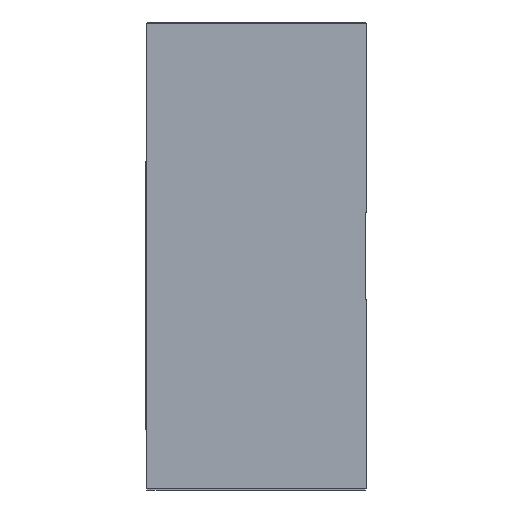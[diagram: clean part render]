
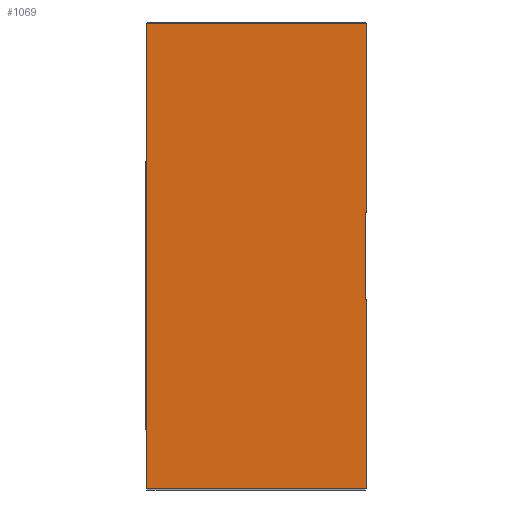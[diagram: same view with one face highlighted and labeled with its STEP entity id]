
A CAD part, left-side view. The second image highlights one B-rep face of the part: STEP entity #1069.
In plain terms, the highlighted planar face has unit normal (-1, 0, 0).
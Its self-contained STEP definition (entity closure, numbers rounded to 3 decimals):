
#83 = CARTESIAN_POINT ( 'NONE',  ( -5.01, -1.51, 0.3 ) ) ;
#227 = DIRECTION ( 'NONE',  ( 0., 0., 1. ) ) ;
#462 = VERTEX_POINT ( 'NONE', #3485 ) ;
#534 = DIRECTION ( 'NONE',  ( 0., 0., 1. ) ) ;
#661 = VERTEX_POINT ( 'NONE', #3086 ) ;
#690 = VECTOR ( 'NONE', #6347, 1000. ) ;
#698 = DIRECTION ( 'NONE',  ( 0., 0., 1. ) ) ;
#709 = VERTEX_POINT ( 'NONE', #4434 ) ;
#1069 = ADVANCED_FACE ( 'NONE', ( #5087 ), #3370, .T. ) ;
#1211 = EDGE_CURVE ( 'NONE', #661, #3041, #5995, .T. ) ;
#1419 = VECTOR ( 'NONE', #5236, 1000. ) ;
#1423 = VECTOR ( 'NONE', #227, 1000. ) ;
#1500 = LINE ( 'NONE', #5044, #4804 ) ;
#1518 = VERTEX_POINT ( 'NONE', #3388 ) ;
#1562 = ORIENTED_EDGE ( 'NONE', *, *, #5770, .T. ) ;
#1661 = LINE ( 'NONE', #4061, #1423 ) ;
#1852 = ORIENTED_EDGE ( 'NONE', *, *, #3996, .T. ) ;
#2136 = DIRECTION ( 'NONE',  ( 0., 0., 1. ) ) ;
#2145 = ORIENTED_EDGE ( 'NONE', *, *, #6525, .T. ) ;
#2188 = VECTOR ( 'NONE', #4296, 1000. ) ;
#2365 = LINE ( 'NONE', #2673, #5139 ) ;
#2378 = LINE ( 'NONE', #3776, #2188 ) ;
#2444 = LINE ( 'NONE', #3920, #3732 ) ;
#2471 = EDGE_LOOP ( 'NONE', ( #1852, #1562, #2668, #2965, #2834, #2145, #4607, #6526 ) ) ;
#2478 = VERTEX_POINT ( 'NONE', #83 ) ;
#2668 = ORIENTED_EDGE ( 'NONE', *, *, #4205, .T. ) ;
#2673 = CARTESIAN_POINT ( 'NONE',  ( -5.01, -1.51, -1.6 ) ) ;
#2769 = CARTESIAN_POINT ( 'NONE',  ( -5.01, -1.51, 1.6 ) ) ;
#2834 = ORIENTED_EDGE ( 'NONE', *, *, #3226, .T. ) ;
#2965 = ORIENTED_EDGE ( 'NONE', *, *, #1211, .T. ) ;
#3009 = CARTESIAN_POINT ( 'NONE',  ( -5.01, 0., 1.6 ) ) ;
#3041 = VERTEX_POINT ( 'NONE', #4160 ) ;
#3083 = AXIS2_PLACEMENT_3D ( 'NONE', #6595, #3957, #698 ) ;
#3086 = CARTESIAN_POINT ( 'NONE',  ( -5.01, -1.51, -0.3 ) ) ;
#3226 = EDGE_CURVE ( 'NONE', #3041, #1518, #1661, .T. ) ;
#3370 = PLANE ( 'NONE',  #3083 ) ;
#3371 = DIRECTION ( 'NONE',  ( 0., 1., 0. ) ) ;
#3380 = DIRECTION ( 'NONE',  ( 0., -1., 0. ) ) ;
#3388 = CARTESIAN_POINT ( 'NONE',  ( -5.01, -1.5, 0.3 ) ) ;
#3485 = CARTESIAN_POINT ( 'NONE',  ( -5.01, -1.51, -1.6 ) ) ;
#3553 = VERTEX_POINT ( 'NONE', #2769 ) ;
#3732 = VECTOR ( 'NONE', #3380, 1000. ) ;
#3771 = EDGE_CURVE ( 'NONE', #3553, #709, #1500, .T. ) ;
#3776 = CARTESIAN_POINT ( 'NONE',  ( -5.01, 0., -1.6 ) ) ;
#3871 = CARTESIAN_POINT ( 'NONE',  ( -5.01, -1.51, 0.3 ) ) ;
#3920 = CARTESIAN_POINT ( 'NONE',  ( -5.01, -1.5, 0.3 ) ) ;
#3957 = DIRECTION ( 'NONE',  ( -1., 0., 0. ) ) ;
#3989 = LINE ( 'NONE', #3009, #1419 ) ;
#3996 = EDGE_CURVE ( 'NONE', #709, #5656, #3989, .T. ) ;
#4061 = CARTESIAN_POINT ( 'NONE',  ( -5.01, -1.5, -0.3 ) ) ;
#4158 = CARTESIAN_POINT ( 'NONE',  ( -5.01, 0., -1.6 ) ) ;
#4160 = CARTESIAN_POINT ( 'NONE',  ( -5.01, -1.5, -0.3 ) ) ;
#4205 = EDGE_CURVE ( 'NONE', #462, #661, #2365, .T. ) ;
#4296 = DIRECTION ( 'NONE',  ( 0., -1., 0. ) ) ;
#4434 = CARTESIAN_POINT ( 'NONE',  ( -5.01, 0., 1.6 ) ) ;
#4607 = ORIENTED_EDGE ( 'NONE', *, *, #5111, .T. ) ;
#4659 = LINE ( 'NONE', #3871, #6423 ) ;
#4804 = VECTOR ( 'NONE', #3371, 1000. ) ;
#5044 = CARTESIAN_POINT ( 'NONE',  ( -5.01, -1.51, 1.6 ) ) ;
#5087 = FACE_OUTER_BOUND ( 'NONE', #2471, .T. ) ;
#5111 = EDGE_CURVE ( 'NONE', #2478, #3553, #4659, .T. ) ;
#5139 = VECTOR ( 'NONE', #2136, 1000. ) ;
#5236 = DIRECTION ( 'NONE',  ( 0., 0., -1. ) ) ;
#5656 = VERTEX_POINT ( 'NONE', #4158 ) ;
#5770 = EDGE_CURVE ( 'NONE', #5656, #462, #2378, .T. ) ;
#5995 = LINE ( 'NONE', #6882, #690 ) ;
#6347 = DIRECTION ( 'NONE',  ( 0., 1., 0. ) ) ;
#6423 = VECTOR ( 'NONE', #534, 1000. ) ;
#6525 = EDGE_CURVE ( 'NONE', #1518, #2478, #2444, .T. ) ;
#6526 = ORIENTED_EDGE ( 'NONE', *, *, #3771, .T. ) ;
#6595 = CARTESIAN_POINT ( 'NONE',  ( -5.01, 0., 0. ) ) ;
#6882 = CARTESIAN_POINT ( 'NONE',  ( -5.01, -1.51, -0.3 ) ) ;
